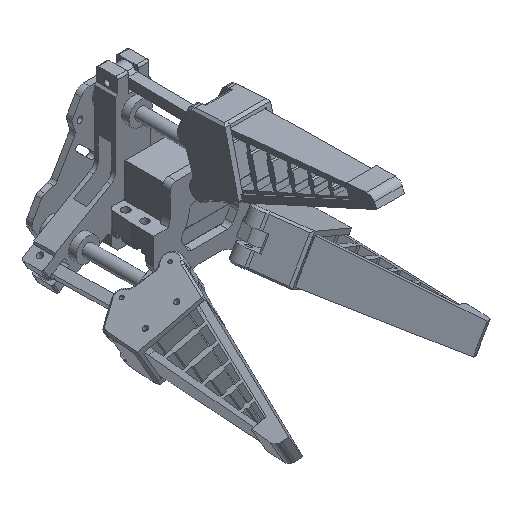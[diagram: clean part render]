
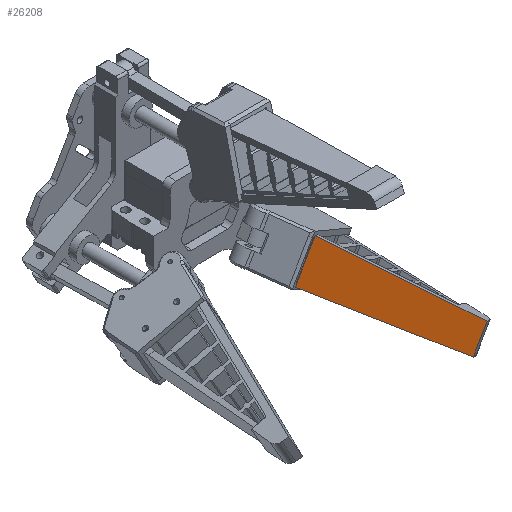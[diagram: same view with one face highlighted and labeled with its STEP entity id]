
A CAD part, isometric view. The second image highlights one B-rep face of the part: STEP entity #26208.
In plain terms, the highlighted face is planar.
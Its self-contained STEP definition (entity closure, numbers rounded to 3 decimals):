
#1664=PLANE('',#28190);
#2640=FACE_OUTER_BOUND('',#4253,.T.);
#4253=EDGE_LOOP('',(#19784,#19785,#19786,#19787));
#7005=LINE('',#39259,#9534);
#7006=LINE('',#39261,#9535);
#7007=LINE('',#39263,#9536);
#7008=LINE('',#39264,#9537);
#9534=VECTOR('',#32014,1000.);
#9535=VECTOR('',#32015,1000.);
#9536=VECTOR('',#32016,1000.);
#9537=VECTOR('',#32017,1000.);
#12058=VERTEX_POINT('',#39257);
#12059=VERTEX_POINT('',#39258);
#12060=VERTEX_POINT('',#39260);
#12061=VERTEX_POINT('',#39262);
#14865=EDGE_CURVE('',#12058,#12059,#7005,.T.);
#14866=EDGE_CURVE('',#12060,#12058,#7006,.T.);
#14867=EDGE_CURVE('',#12061,#12060,#7007,.T.);
#14868=EDGE_CURVE('',#12059,#12061,#7008,.T.);
#19784=ORIENTED_EDGE('',*,*,#14865,.F.);
#19785=ORIENTED_EDGE('',*,*,#14866,.F.);
#19786=ORIENTED_EDGE('',*,*,#14867,.F.);
#19787=ORIENTED_EDGE('',*,*,#14868,.F.);
#26208=ADVANCED_FACE('',(#2640),#1664,.F.);
#28190=AXIS2_PLACEMENT_3D('',#39256,#32012,#32013);
#32012=DIRECTION('center_axis',(-0.985,-0.174,0.));
#32013=DIRECTION('ref_axis',(0.174,-0.985,0.));
#32014=DIRECTION('',(0.,0.,-1.));
#32015=DIRECTION('',(-0.173,0.984,-0.044));
#32016=DIRECTION('',(0.,0.,1.));
#32017=DIRECTION('',(0.173,-0.984,-0.044));
#39256=CARTESIAN_POINT('Origin',(3.058,87.989,75.972));
#39257=CARTESIAN_POINT('',(3.058,87.989,47.63));
#39258=CARTESIAN_POINT('',(3.058,87.989,33.314));
#39259=CARTESIAN_POINT('',(3.058,87.989,75.972));
#39260=CARTESIAN_POINT('',(15.479,17.547,50.795));
#39261=CARTESIAN_POINT('',(15.479,17.547,50.795));
#39262=CARTESIAN_POINT('',(15.479,17.547,30.148));
#39263=CARTESIAN_POINT('',(15.479,17.547,75.972));
#39264=CARTESIAN_POINT('',(3.058,87.989,33.314));
